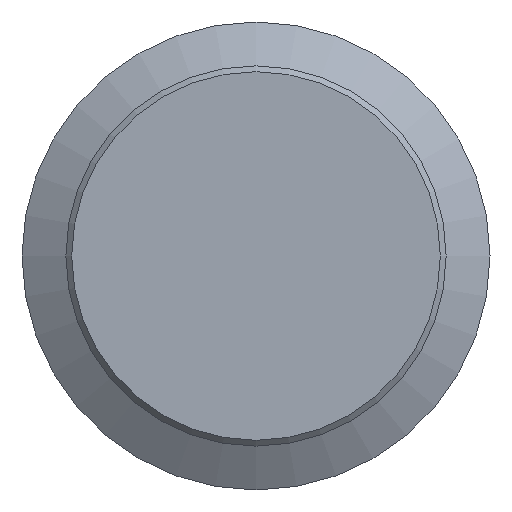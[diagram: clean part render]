
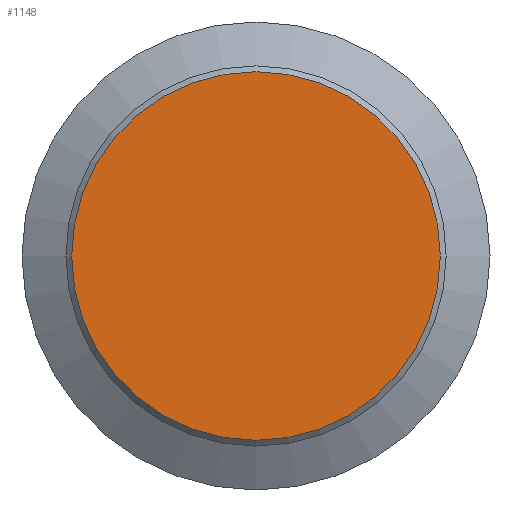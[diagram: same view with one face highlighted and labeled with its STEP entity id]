
A CAD part, front view. The second image highlights one B-rep face of the part: STEP entity #1148.
In plain terms, the highlighted planar face has unit normal (0, -1, 0).
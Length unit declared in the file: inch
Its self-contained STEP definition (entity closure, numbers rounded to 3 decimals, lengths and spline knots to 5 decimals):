
#8 = AXIS2_PLACEMENT_3D ( 'NONE', #660, #147, #1093 ) ;
#147 = DIRECTION ( 'NONE',  ( 0., -1., 0. ) ) ;
#284 = AXIS2_PLACEMENT_3D ( 'NONE', #1112, #375, #641 ) ;
#375 = DIRECTION ( 'NONE',  ( 0., 1., 0. ) ) ;
#458 = EDGE_LOOP ( 'NONE', ( #1151 ) ) ;
#614 = CIRCLE ( 'NONE', #284, 0.12402 ) ;
#641 = DIRECTION ( 'NONE',  ( 0., 0., 1. ) ) ;
#660 = CARTESIAN_POINT ( 'NONE',  ( 0., 0., 0. ) ) ;
#883 = FACE_OUTER_BOUND ( 'NONE', #458, .T. ) ;
#1078 = CARTESIAN_POINT ( 'NONE',  ( 0., 0., 0.12402 ) ) ;
#1093 = DIRECTION ( 'NONE',  ( 0., 0., -1. ) ) ;
#1102 = VERTEX_POINT ( 'NONE', #1078 ) ;
#1112 = CARTESIAN_POINT ( 'NONE',  ( 0., 0., 0. ) ) ;
#1148 = ADVANCED_FACE ( 'NONE', ( #883 ), #1242, .T. ) ;
#1151 = ORIENTED_EDGE ( 'NONE', *, *, #1224, .F. ) ;
#1224 = EDGE_CURVE ( 'NONE', #1102, #1102, #614, .T. ) ;
#1242 = PLANE ( 'NONE',  #8 ) ;
